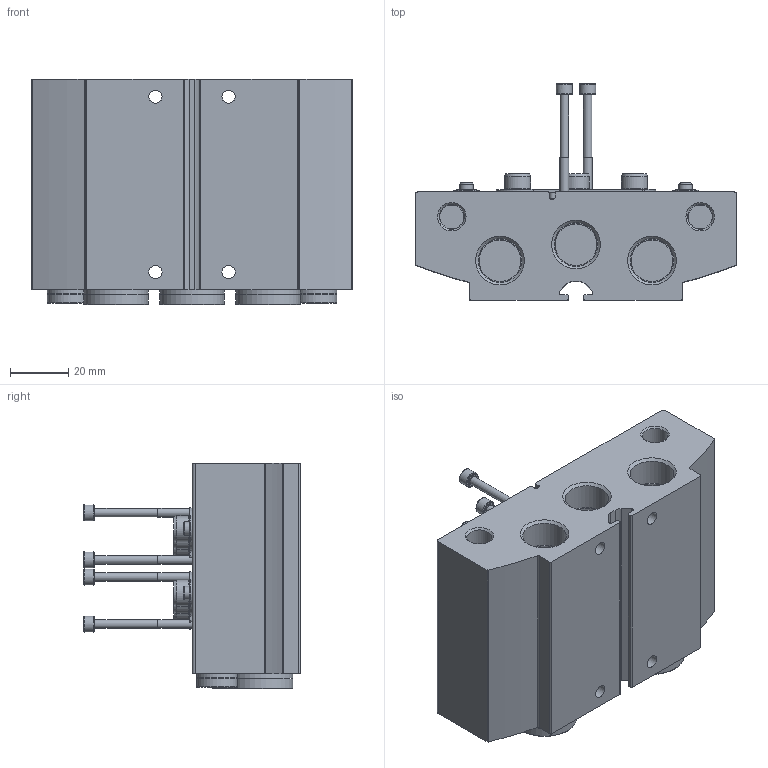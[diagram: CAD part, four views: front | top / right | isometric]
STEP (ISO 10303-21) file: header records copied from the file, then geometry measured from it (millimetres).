
FILE_DESCRIPTION(/* description */ ('STEP AP214'),/* implementation_level */ '2;1');
FILE_NAME(/* name */ '576339_VABM-B10-20E-G38-2',/* time_stamp */ '2024-09-13T15:51:53+02:00',/* author */ ('License CC BY-ND 4.0'),/* organization */ ('CADENAS'),/* preprocessor_version */ 'ST-DEVELOPER v19.3',/* originating_system */ 'PARTsolutions',/* authorisation */ ' ');
FILE_SCHEMA (('AUTOMOTIVE_DESIGN {1 0 10303 214 3 1 1}'));
Length unit declared in the file: millimetre
Products named in the file (7): 576339 VABM-B10-20E-G38-2; 576339 VABM-B10-20E-G38-2---(M); 1355283 VUVS-G18-3---(S); 2833702 F-M3x40-10.9; 1743809 VUVS-M5---(S); 3570 B-3/8---(Plug); 3568 B-1/8---(Plug)
Assembly tree (16 placements, depth 2):
  576339 VABM-B10-20E-G38-2
    576339 VABM-B10-20E-G38-2---(M)
    1355283 VUVS-G18-3---(S)  x2
    2833702 F-M3x40-10.9  x4
    1743809 VUVS-M5---(S)  x4
    3570 B-3/8---(Plug)  x3
    3568 B-1/8---(Plug)  x2
Bounding box: 110 x 74.1 x 77.2 mm (x, y, z)
Volume: 233017 mm3; surface area: 61446.2 mm2
Topology: 16 solids, 16 shells, 646 faces, 1496 edges, 959 vertices
Faces by surface type: plane 336, cylinder 172, cone 109, torus 29
Full cylindrical faces by diameter (mm): 2.459 x4, 2.9 x4, 2.92 x4, 3 x4, 3.242 x1, 3.5 x1, 4.134 x2, 4.2 x4, 4.5 x4, 4.6 x4, 5.5 x4, 6 x12, 6.1 x4, 8.2 x2, 8.566 x4, 8.9 x6, 9 x4, 9.728 x2, 10.8 x6, 12.6 x2, 14 x4, 14.3 x3, 14.95 x6, 16.662 x3, 19.8 x3, 22 x6
Entity records: 10493 total; most frequent: CARTESIAN_POINT 1886, DIRECTION 1789, ORIENTED_EDGE 1492, EDGE_CURVE 746, AXIS2_PLACEMENT_3D 680, FACE_BOUND 597, EDGE_LOOP 589, VERTEX_POINT 561
